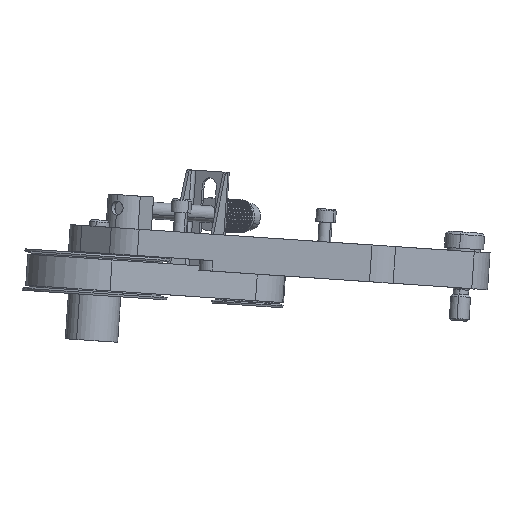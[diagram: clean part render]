
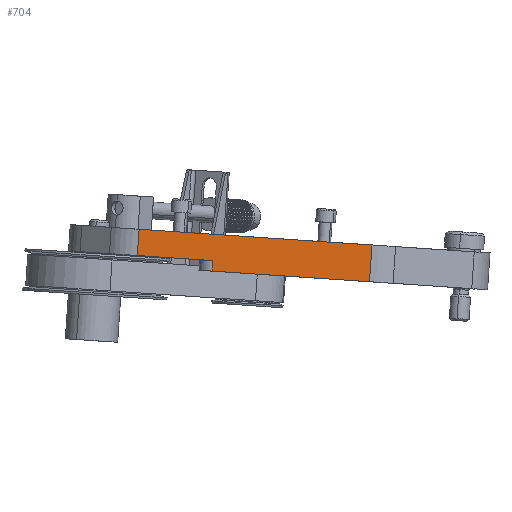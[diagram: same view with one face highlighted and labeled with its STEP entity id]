
A CAD part, left-side view. The second image highlights one B-rep face of the part: STEP entity #704.
In plain terms, the highlighted face is planar.
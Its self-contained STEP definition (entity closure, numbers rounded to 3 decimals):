
#704 = ADVANCED_FACE ( 'NONE', ( #6508 ), #7380, .F. ) ;
#758 = EDGE_CURVE ( 'NONE', #15241, #13510, #48870, .T. ) ;
#1076 = DIRECTION ( 'NONE',  ( 0., 1., 0. ) ) ;
#2608 = CARTESIAN_POINT ( 'NONE',  ( 49.53, 5.08, 68.309 ) ) ;
#4433 = VERTEX_POINT ( 'NONE', #39489 ) ;
#4792 = EDGE_CURVE ( 'NONE', #50471, #42054, #36430, .T. ) ;
#6508 = FACE_OUTER_BOUND ( 'NONE', #34373, .T. ) ;
#7380 = PLANE ( 'NONE',  #43982 ) ;
#7756 = VECTOR ( 'NONE', #36747, 1000. ) ;
#7852 = DIRECTION ( 'NONE',  ( 0., 0., -1. ) ) ;
#8227 = VECTOR ( 'NONE', #42679, 1000. ) ;
#8606 = LINE ( 'NONE', #14938, #49716 ) ;
#10533 = VERTEX_POINT ( 'NONE', #2608 ) ;
#12536 = ORIENTED_EDGE ( 'NONE', *, *, #32132, .T. ) ;
#13462 = LINE ( 'NONE', #51046, #33400 ) ;
#13510 = VERTEX_POINT ( 'NONE', #15440 ) ;
#14938 = CARTESIAN_POINT ( 'NONE',  ( 49.53, 17.78, 68.309 ) ) ;
#15241 = VERTEX_POINT ( 'NONE', #15446 ) ;
#15440 = CARTESIAN_POINT ( 'NONE',  ( 49.53, 17.78, -44.45 ) ) ;
#15446 = CARTESIAN_POINT ( 'NONE',  ( 49.53, 17.78, 68.309 ) ) ;
#15453 = DIRECTION ( 'NONE',  ( 0., -1., 0. ) ) ;
#20582 = EDGE_CURVE ( 'NONE', #10533, #4433, #13462, .T. ) ;
#23400 = DIRECTION ( 'NONE',  ( -1., 0., 0. ) ) ;
#24558 = CARTESIAN_POINT ( 'NONE',  ( 49.53, 17.78, -44.45 ) ) ;
#25667 = EDGE_CURVE ( 'NONE', #4433, #50471, #32476, .T. ) ;
#26358 = CARTESIAN_POINT ( 'NONE',  ( 49.53, 0., 31.75 ) ) ;
#29562 = ORIENTED_EDGE ( 'NONE', *, *, #20582, .T. ) ;
#31345 = ORIENTED_EDGE ( 'NONE', *, *, #4792, .T. ) ;
#32132 = EDGE_CURVE ( 'NONE', #42054, #13510, #39623, .T. ) ;
#32195 = VECTOR ( 'NONE', #1076, 1000. ) ;
#32476 = LINE ( 'NONE', #33978, #8227 ) ;
#32601 = ORIENTED_EDGE ( 'NONE', *, *, #758, .F. ) ;
#33400 = VECTOR ( 'NONE', #7852, 1000. ) ;
#33978 = CARTESIAN_POINT ( 'NONE',  ( 49.53, 17.78, 31.75 ) ) ;
#34373 = EDGE_LOOP ( 'NONE', ( #29562, #34426, #31345, #12536, #32601, #45947 ) ) ;
#34426 = ORIENTED_EDGE ( 'NONE', *, *, #25667, .T. ) ;
#36430 = LINE ( 'NONE', #43348, #38313 ) ;
#36747 = DIRECTION ( 'NONE',  ( 0., 0., -1. ) ) ;
#38313 = VECTOR ( 'NONE', #40361, 1000. ) ;
#39185 = CARTESIAN_POINT ( 'NONE',  ( 49.53, 17.78, 76.2 ) ) ;
#39489 = CARTESIAN_POINT ( 'NONE',  ( 49.53, 5.08, 31.75 ) ) ;
#39623 = LINE ( 'NONE', #24558, #32195 ) ;
#40361 = DIRECTION ( 'NONE',  ( 0., 0., -1. ) ) ;
#42054 = VERTEX_POINT ( 'NONE', #46895 ) ;
#42679 = DIRECTION ( 'NONE',  ( 0., -1., 0. ) ) ;
#43348 = CARTESIAN_POINT ( 'NONE',  ( 49.53, 0., 76.2 ) ) ;
#43982 = AXIS2_PLACEMENT_3D ( 'NONE', #39185, #23400, #51273 ) ;
#45947 = ORIENTED_EDGE ( 'NONE', *, *, #47519, .T. ) ;
#46895 = CARTESIAN_POINT ( 'NONE',  ( 49.53, 0., -44.45 ) ) ;
#47519 = EDGE_CURVE ( 'NONE', #15241, #10533, #8606, .T. ) ;
#48102 = CARTESIAN_POINT ( 'NONE',  ( 49.53, 17.78, 76.2 ) ) ;
#48870 = LINE ( 'NONE', #48102, #7756 ) ;
#49716 = VECTOR ( 'NONE', #15453, 1000. ) ;
#50471 = VERTEX_POINT ( 'NONE', #26358 ) ;
#51046 = CARTESIAN_POINT ( 'NONE',  ( 49.53, 5.08, 76.2 ) ) ;
#51273 = DIRECTION ( 'NONE',  ( 0., 0., 1. ) ) ;
